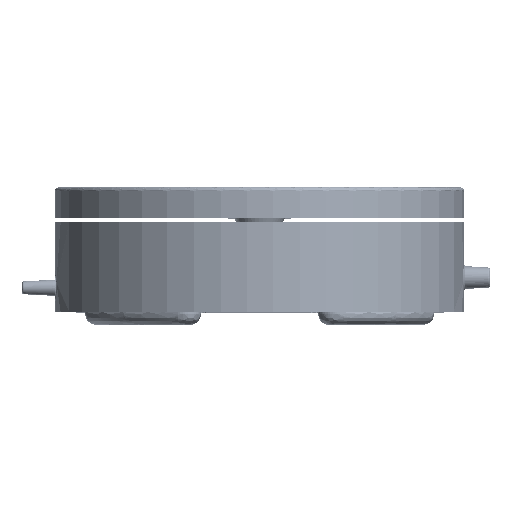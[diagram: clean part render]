
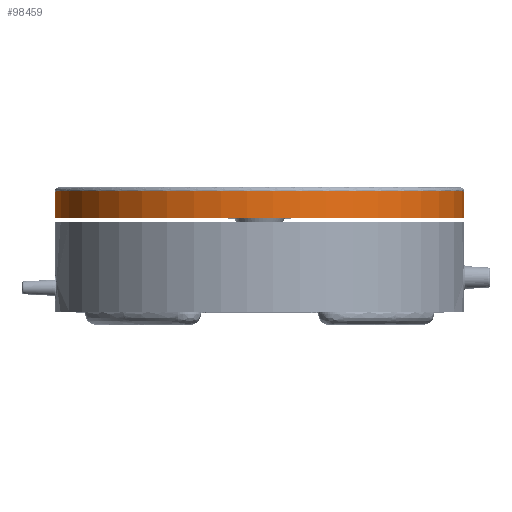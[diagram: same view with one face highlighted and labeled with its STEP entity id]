
A CAD part, top view. The second image highlights one B-rep face of the part: STEP entity #98459.
In plain terms, the highlighted free-form (B-spline) face has degree [2, 1] with [5, 2] control points.
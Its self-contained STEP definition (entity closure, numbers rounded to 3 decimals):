
#98421 = VERTEX_POINT('',#98422);
#98422 = CARTESIAN_POINT('',(-104.841,61.856,
    23.864));
#98428 = EDGE_CURVE('',#98429,#98421,#98431,.T.);
#98429 = VERTEX_POINT('',#98430);
#98430 = CARTESIAN_POINT('',(104.841,61.856,
    23.864));
#98431 = ( BOUNDED_CURVE() B_SPLINE_CURVE(2,(#98432,#98433,#98434,#98435
,#98436),.UNSPECIFIED.,.F.,.F.) B_SPLINE_CURVE_WITH_KNOTS((3,2,3),(0.,
1.571,3.142),.PIECEWISE_BEZIER_KNOTS.) CURVE() 
GEOMETRIC_REPRESENTATION_ITEM() RATIONAL_B_SPLINE_CURVE((1.,
0.707,1.,0.707,1.)) REPRESENTATION_ITEM('') );
#98432 = CARTESIAN_POINT('',(104.841,61.856,
    23.864));
#98433 = CARTESIAN_POINT('',(104.841,61.856,
    128.705));
#98434 = CARTESIAN_POINT('',(0.,61.856,
    128.705));
#98435 = CARTESIAN_POINT('',(-104.841,61.856,
    128.705));
#98436 = CARTESIAN_POINT('',(-104.841,61.856,
    23.864));
#98459 = ADVANCED_FACE('',(#98460),#98485,.T.);
#98460 = FACE_BOUND('',#98461,.T.);
#98461 = EDGE_LOOP('',(#98462,#98474,#98479,#98480));
#98462 = ORIENTED_EDGE('',*,*,#98463,.F.);
#98463 = EDGE_CURVE('',#98464,#98466,#98468,.T.);
#98464 = VERTEX_POINT('',#98465);
#98465 = CARTESIAN_POINT('',(104.841,48.227,
    23.864));
#98466 = VERTEX_POINT('',#98467);
#98467 = CARTESIAN_POINT('',(-104.841,48.227,
    23.864));
#98468 = ( BOUNDED_CURVE() B_SPLINE_CURVE(2,(#98469,#98470,#98471,#98472
,#98473),.UNSPECIFIED.,.F.,.F.) B_SPLINE_CURVE_WITH_KNOTS((3,2,3),(0.,
1.571,3.142),.PIECEWISE_BEZIER_KNOTS.) CURVE() 
GEOMETRIC_REPRESENTATION_ITEM() RATIONAL_B_SPLINE_CURVE((1.,
0.707,1.,0.707,1.)) REPRESENTATION_ITEM('') );
#98469 = CARTESIAN_POINT('',(104.841,48.227,
    23.864));
#98470 = CARTESIAN_POINT('',(104.841,48.227,
    128.705));
#98471 = CARTESIAN_POINT('',(0.,48.227,
    128.705));
#98472 = CARTESIAN_POINT('',(-104.841,48.227,
    128.705));
#98473 = CARTESIAN_POINT('',(-104.841,48.227,
    23.864));
#98474 = ORIENTED_EDGE('',*,*,#98475,.T.);
#98475 = EDGE_CURVE('',#98464,#98429,#98476,.T.);
#98476 = B_SPLINE_CURVE_WITH_KNOTS('',1,(#98477,#98478),.UNSPECIFIED.,
  .F.,.F.,(2,2),(-0.,13.),.PIECEWISE_BEZIER_KNOTS.);
#98477 = CARTESIAN_POINT('',(104.841,48.227,
    23.864));
#98478 = CARTESIAN_POINT('',(104.841,61.856,
    23.864));
#98479 = ORIENTED_EDGE('',*,*,#98428,.T.);
#98480 = ORIENTED_EDGE('',*,*,#98481,.F.);
#98481 = EDGE_CURVE('',#98466,#98421,#98482,.T.);
#98482 = B_SPLINE_CURVE_WITH_KNOTS('',1,(#98483,#98484),.UNSPECIFIED.,
  .F.,.F.,(2,2),(-0.,13.),.PIECEWISE_BEZIER_KNOTS.);
#98483 = CARTESIAN_POINT('',(-104.841,48.227,
    23.864));
#98484 = CARTESIAN_POINT('',(-104.841,61.856,
    23.864));
#98485 = ( BOUNDED_SURFACE() B_SPLINE_SURFACE(2,1,(
    (#98486,#98487)
    ,(#98488,#98489)
    ,(#98490,#98491)
    ,(#98492,#98493)
    ,(#98494,#98495
)),.UNSPECIFIED.,.F.,.F.,.F.) B_SPLINE_SURFACE_WITH_KNOTS((3,2,3),(2,2),
  (0.,1.571,3.142),(0.,13.),.PIECEWISE_BEZIER_KNOTS.) 
GEOMETRIC_REPRESENTATION_ITEM() RATIONAL_B_SPLINE_SURFACE((
    (1.,1.)
    ,(0.707,0.707)
    ,(1.,1.)
    ,(0.707,0.707)
,(1.,1.))) REPRESENTATION_ITEM('') SURFACE() );
#98486 = CARTESIAN_POINT('',(-104.841,48.227,
    23.864));
#98487 = CARTESIAN_POINT('',(-104.841,61.856,
    23.864));
#98488 = CARTESIAN_POINT('',(-104.841,48.227,
    128.705));
#98489 = CARTESIAN_POINT('',(-104.841,61.856,
    128.705));
#98490 = CARTESIAN_POINT('',(0.,48.227,
    128.705));
#98491 = CARTESIAN_POINT('',(0.,61.856,
    128.705));
#98492 = CARTESIAN_POINT('',(104.841,48.227,
    128.705));
#98493 = CARTESIAN_POINT('',(104.841,61.856,
    128.705));
#98494 = CARTESIAN_POINT('',(104.841,48.227,
    23.864));
#98495 = CARTESIAN_POINT('',(104.841,61.856,
    23.864));
